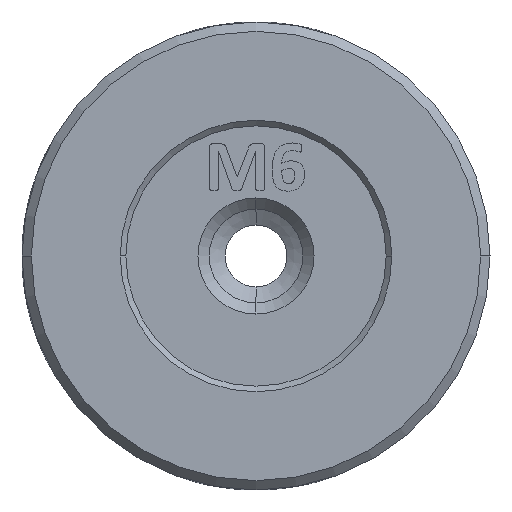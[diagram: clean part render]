
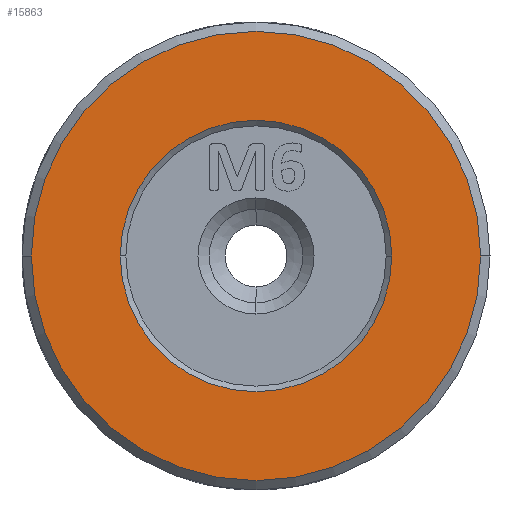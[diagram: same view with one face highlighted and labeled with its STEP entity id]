
A CAD part, left-side view. The second image highlights one B-rep face of the part: STEP entity #15863.
In plain terms, the highlighted planar face has unit normal (-1, 0, 0).
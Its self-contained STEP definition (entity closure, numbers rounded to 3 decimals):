
#425 = CARTESIAN_POINT ( 'NONE',  ( -17.848, -8.394, 0. ) ) ;
#545 = ORIENTED_EDGE ( 'NONE', *, *, #12445, .T. ) ;
#802 = EDGE_LOOP ( 'NONE', ( #26142, #545 ) ) ;
#1119 = CARTESIAN_POINT ( 'NONE',  ( -17.848, -1.144, 0. ) ) ;
#1846 = VERTEX_POINT ( 'NONE', #14828 ) ;
#2652 = DIRECTION ( 'NONE',  ( 0., -1., 0. ) ) ;
#2864 = AXIS2_PLACEMENT_3D ( 'NONE', #5949, #25027, #21967 ) ;
#3612 = CARTESIAN_POINT ( 'NONE',  ( -17.848, -1.144, 0. ) ) ;
#3837 = CIRCLE ( 'NONE', #10924, 7.25 ) ;
#5949 = CARTESIAN_POINT ( 'NONE',  ( -17.848, -1.144, 0. ) ) ;
#6027 = DIRECTION ( 'NONE',  ( -1., 0., 0. ) ) ;
#6121 = VERTEX_POINT ( 'NONE', #10148 ) ;
#8040 = FACE_OUTER_BOUND ( 'NONE', #802, .T. ) ;
#8347 = DIRECTION ( 'NONE',  ( 0., 0., 1. ) ) ;
#8698 = CARTESIAN_POINT ( 'NONE',  ( -17.848, -13.144, 0. ) ) ;
#10148 = CARTESIAN_POINT ( 'NONE',  ( -17.848, 6.106, 0. ) ) ;
#10924 = AXIS2_PLACEMENT_3D ( 'NONE', #14503, #18522, #2652 ) ;
#11444 = EDGE_CURVE ( 'NONE', #6121, #18926, #3837, .T. ) ;
#12378 = EDGE_CURVE ( 'NONE', #18926, #6121, #18023, .T. ) ;
#12445 = EDGE_CURVE ( 'NONE', #24174, #1846, #14227, .T. ) ;
#14227 = CIRCLE ( 'NONE', #16996, 12. ) ;
#14503 = CARTESIAN_POINT ( 'NONE',  ( -17.848, -1.144, 0. ) ) ;
#14828 = CARTESIAN_POINT ( 'NONE',  ( -17.848, 10.856, 0. ) ) ;
#15863 = ADVANCED_FACE ( 'NONE', ( #17235, #8040 ), #24073, .T. ) ;
#16364 = EDGE_LOOP ( 'NONE', ( #16489, #26318 ) ) ;
#16489 = ORIENTED_EDGE ( 'NONE', *, *, #12378, .T. ) ;
#16996 = AXIS2_PLACEMENT_3D ( 'NONE', #1119, #6027, #17283 ) ;
#17235 = FACE_BOUND ( 'NONE', #16364, .T. ) ;
#17283 = DIRECTION ( 'NONE',  ( 0., -1., 0. ) ) ;
#18023 = CIRCLE ( 'NONE', #2864, 7.25 ) ;
#18522 = DIRECTION ( 'NONE',  ( 1., 0., 0. ) ) ;
#18926 = VERTEX_POINT ( 'NONE', #425 ) ;
#19325 = DIRECTION ( 'NONE',  ( -1., 0., 0. ) ) ;
#21702 = DIRECTION ( 'NONE',  ( 0., -1., 0. ) ) ;
#21967 = DIRECTION ( 'NONE',  ( 0., -1., 0. ) ) ;
#24061 = AXIS2_PLACEMENT_3D ( 'NONE', #28831, #26154, #8347 ) ;
#24073 = PLANE ( 'NONE',  #24061 ) ;
#24174 = VERTEX_POINT ( 'NONE', #8698 ) ;
#24520 = AXIS2_PLACEMENT_3D ( 'NONE', #3612, #19325, #21702 ) ;
#25027 = DIRECTION ( 'NONE',  ( 1., 0., 0. ) ) ;
#25450 = CIRCLE ( 'NONE', #24520, 12. ) ;
#26142 = ORIENTED_EDGE ( 'NONE', *, *, #27581, .T. ) ;
#26154 = DIRECTION ( 'NONE',  ( -1., 0., 0. ) ) ;
#26318 = ORIENTED_EDGE ( 'NONE', *, *, #11444, .T. ) ;
#27581 = EDGE_CURVE ( 'NONE', #1846, #24174, #25450, .T. ) ;
#28831 = CARTESIAN_POINT ( 'NONE',  ( -17.848, -1.144, 0. ) ) ;
